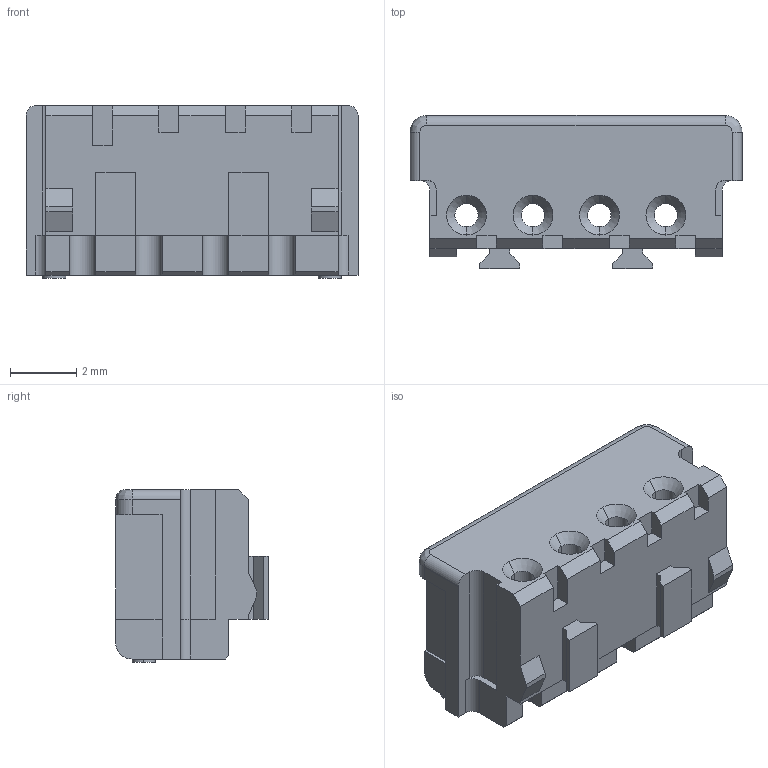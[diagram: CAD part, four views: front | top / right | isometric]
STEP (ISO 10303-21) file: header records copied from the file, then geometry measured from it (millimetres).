
FILE_DESCRIPTION((''),'2;1');
FILE_NAME('C-173977-4','2010-10-13T',('workeradm'),('Tyco Electronics Ltd.'),'PRO/ENGINEER BY PARAMETRIC TECHNOLOGY CORPORATION, 2009300','PRO/ENGINEER BY PARAMETRIC TECHNOLOGY CORPORATION, 2009300','');
FILE_SCHEMA(('AUTOMOTIVE_DESIGN { 1 0 10303 214 1 1 1 1 }'));
Length unit declared in the file: millimetre
Products named in the file (1): C-173977-4
Bounding box: 9.99 x 4.6 x 5.2 mm (x, y, z)
Volume: 114.3 mm3; surface area: 404.2 mm2
Topology: 1 solids, 1 shells, 314 faces, 906 edges, 594 vertices
Faces by surface type: plane 262, cylinder 42, cone 8, bspline 2
Entity records: 10491 total; most frequent: CARTESIAN_POINT 1902, ORIENTED_EDGE 1812, DIRECTION 1614, EDGE_CURVE 906, VECTOR 806, LINE 806, VERTEX_POINT 594, AXIS2_PLACEMENT_3D 404
